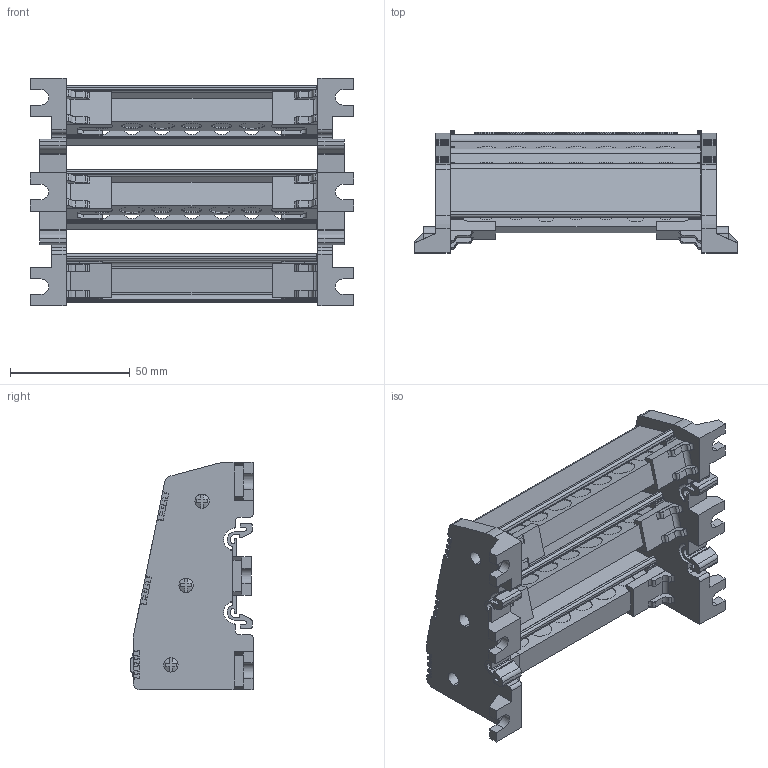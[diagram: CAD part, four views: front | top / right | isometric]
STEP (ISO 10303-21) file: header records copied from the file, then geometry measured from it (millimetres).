
FILE_DESCRIPTION (( 'STEP AP203' ), '1' );
FILE_NAME ('10x15 Üç Kutuplu Daðýtýcý Ünite - 7 Delikli.STEP', '2019-01-09T13:10:58', ( '' ), ( '' ), 'SwSTEP 2.0', 'SolidWorks 2011', '' );
FILE_SCHEMA (( 'CONFIG_CONTROL_DESIGN' ));
Products named in the file (1): 10x15 Üç Kutuplu Daðýtýcý Ünite - 7 Delikli
Bounding box: 135 x 50.93 x 95 mm (x, y, z)
Volume: 121092.6 mm3; surface area: 88760.1 mm2
Topology: 1 solids, 7 shells, 2720 faces, 7622 edges, 4959 vertices
Faces by surface type: plane 1404, cylinder 815, bspline 355, cone 146
Entity records: 94565 total; most frequent: CARTESIAN_POINT 25485, ORIENTED_EDGE 15208, DIRECTION 13792, EDGE_CURVE 7604, VERTEX_POINT 4959, LINE 4602, VECTOR 4602, AXIS2_PLACEMENT_3D 4595
